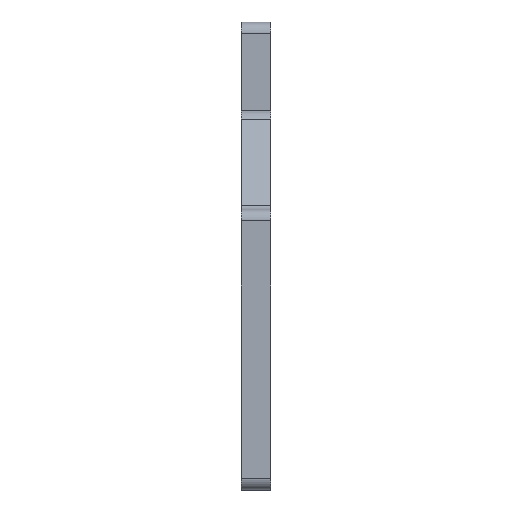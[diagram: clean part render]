
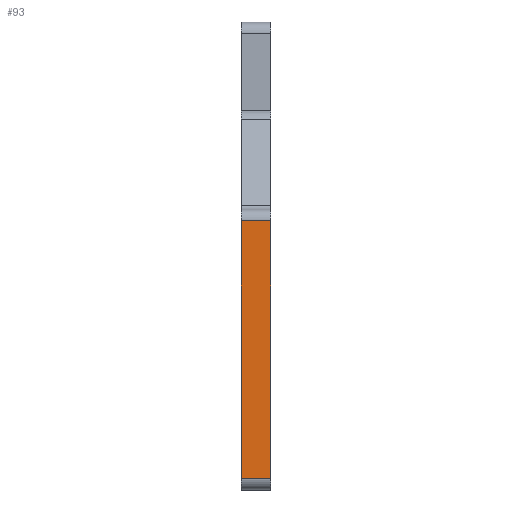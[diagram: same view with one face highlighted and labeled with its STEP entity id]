
A CAD part, left-side view. The second image highlights one B-rep face of the part: STEP entity #93.
In plain terms, the highlighted planar face has unit normal (-1, 0, 0).
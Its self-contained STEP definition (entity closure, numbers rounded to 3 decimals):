
#3 = LINE ( 'NONE', #10, #1014 ) ;
#10 = CARTESIAN_POINT ( 'NONE',  ( 0., 2.5, 0. ) ) ;
#23 = CARTESIAN_POINT ( 'NONE',  ( 0., 2.5, -39. ) ) ;
#33 = PLANE ( 'NONE',  #503 ) ;
#63 = CARTESIAN_POINT ( 'NONE',  ( 0., 2.5, -17. ) ) ;
#93 = ADVANCED_FACE ( 'NONE', ( #871 ), #33, .T. ) ;
#108 = EDGE_CURVE ( 'NONE', #850, #216, #3, .T. ) ;
#171 = EDGE_CURVE ( 'NONE', #216, #479, #607, .T. ) ;
#172 = ORIENTED_EDGE ( 'NONE', *, *, #889, .F. ) ;
#216 = VERTEX_POINT ( 'NONE', #23 ) ;
#338 = VECTOR ( 'NONE', #825, 1000. ) ;
#351 = ORIENTED_EDGE ( 'NONE', *, *, #1010, .F. ) ;
#468 = DIRECTION ( 'NONE',  ( -1., 0., 0. ) ) ;
#479 = VERTEX_POINT ( 'NONE', #867 ) ;
#503 = AXIS2_PLACEMENT_3D ( 'NONE', #1143, #468, #596 ) ;
#596 = DIRECTION ( 'NONE',  ( 0., 0., 1. ) ) ;
#607 = LINE ( 'NONE', #1256, #942 ) ;
#791 = CARTESIAN_POINT ( 'NONE',  ( 0., 0., -17. ) ) ;
#817 = DIRECTION ( 'NONE',  ( 0., -1., 0. ) ) ;
#823 = DIRECTION ( 'NONE',  ( 0., 0., -1. ) ) ;
#825 = DIRECTION ( 'NONE',  ( 0., 0., -1. ) ) ;
#850 = VERTEX_POINT ( 'NONE', #937 ) ;
#867 = CARTESIAN_POINT ( 'NONE',  ( 0., 0., -39. ) ) ;
#871 = FACE_OUTER_BOUND ( 'NONE', #1310, .T. ) ;
#889 = EDGE_CURVE ( 'NONE', #1340, #479, #1232, .T. ) ;
#896 = VECTOR ( 'NONE', #1321, 1000. ) ;
#937 = CARTESIAN_POINT ( 'NONE',  ( 0., 2.5, -17. ) ) ;
#942 = VECTOR ( 'NONE', #817, 1000. ) ;
#1010 = EDGE_CURVE ( 'NONE', #850, #1340, #1423, .T. ) ;
#1014 = VECTOR ( 'NONE', #823, 1000. ) ;
#1099 = ORIENTED_EDGE ( 'NONE', *, *, #171, .T. ) ;
#1132 = ORIENTED_EDGE ( 'NONE', *, *, #108, .T. ) ;
#1143 = CARTESIAN_POINT ( 'NONE',  ( 0., 2.5, 0. ) ) ;
#1232 = LINE ( 'NONE', #1278, #338 ) ;
#1256 = CARTESIAN_POINT ( 'NONE',  ( 0., 2.5, -39. ) ) ;
#1278 = CARTESIAN_POINT ( 'NONE',  ( 0., 0., 0. ) ) ;
#1310 = EDGE_LOOP ( 'NONE', ( #172, #351, #1132, #1099 ) ) ;
#1321 = DIRECTION ( 'NONE',  ( 0., -1., 0. ) ) ;
#1340 = VERTEX_POINT ( 'NONE', #791 ) ;
#1423 = LINE ( 'NONE', #63, #896 ) ;
